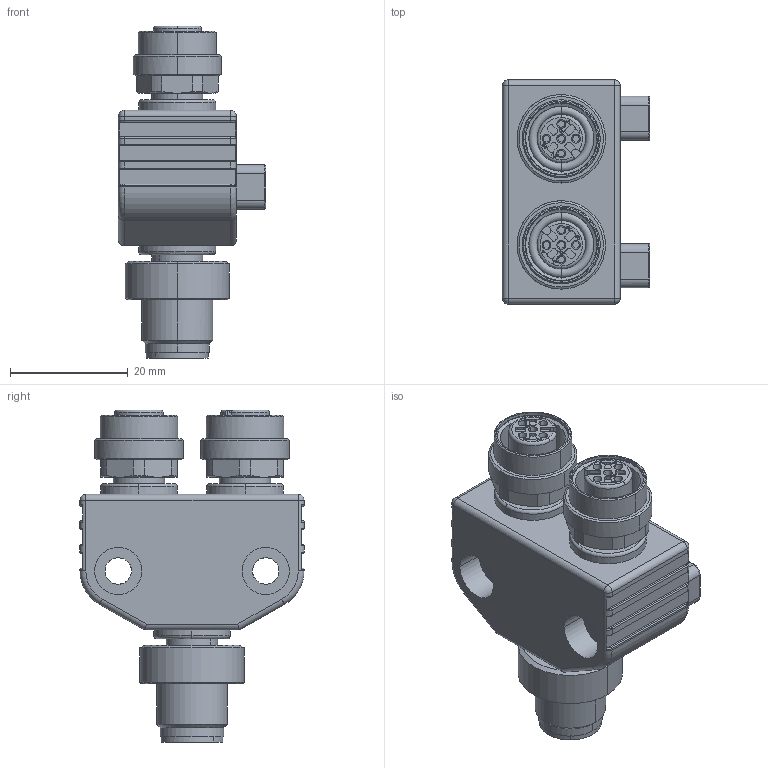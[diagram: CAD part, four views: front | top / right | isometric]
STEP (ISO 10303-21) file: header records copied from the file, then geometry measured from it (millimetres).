
FILE_DESCRIPTION(('CATIA V5 STEP Exchange','CAx-IF Rec.Pracs.--- Model Styling and Organization---1.5--- 2016-08-15','CAx-IF Rec.Pracs.---Supplemental Geometry---1.0---2011-11-01','CAx-IF Rec.Pracs.--- Composite Materials ---1.1---2010-07-15'),'2;1');
FILE_NAME ('025238-3_1_1881710000_1881710000.stp','2024-07-08T06:01:42+00:00',('none'),('Weidmueller'),'CATIA Version 5-6 Release 2022 SP4 HF5','CATIA V5 STEP AP214 v3','none');
FILE_SCHEMA(('AUTOMOTIVE_DESIGN { 1 0 10303 214 1 1 1 1 }'));
Length unit declared in the file: millimetre
Products named in the file (1): 1881710000
Bounding box: 25 x 38 x 56.3 mm (x, y, z)
Volume: 20864.8 mm3; surface area: 11055.3 mm2
Topology: 9 solids, 10 shells, 724 faces, 1960 edges, 1296 vertices
Faces by surface type: plane 262, cylinder 221, extrusion 96, torus 71, cone 54, sphere 14, bspline 6
Entity records: 24177 total; most frequent: CARTESIAN_POINT 7685, ORIENTED_EDGE 3892, DIRECTION 2425, EDGE_CURVE 1946, VERTEX_POINT 1296, AXIS2_PLACEMENT_3D 1033, VECTOR 974, LINE 878
